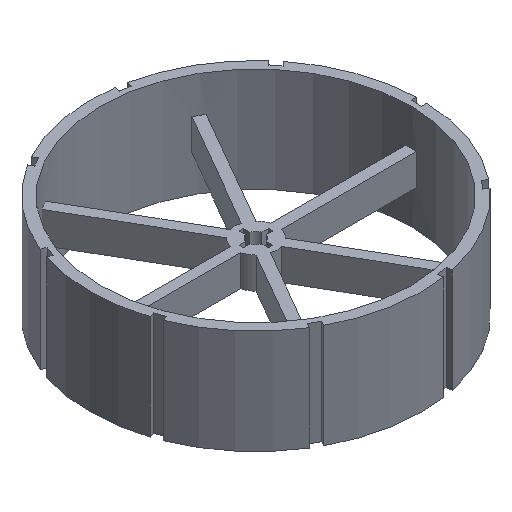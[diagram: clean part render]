
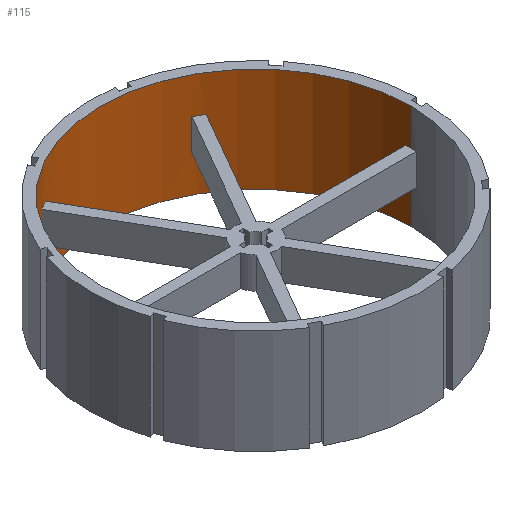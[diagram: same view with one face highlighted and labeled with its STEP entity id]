
A CAD part, isometric view. The second image highlights one B-rep face of the part: STEP entity #115.
In plain terms, the highlighted cylindrical face has radius 74.5 mm (diameter 149 mm), a partial arc.
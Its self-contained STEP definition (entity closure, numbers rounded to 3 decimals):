
#39=CYLINDRICAL_SURFACE('',#1811,74.5);
#115=ADVANCED_FACE('',(#198,#199,#191),#39,.F.);
#191=FACE_OUTER_BOUND('',#283,.F.);
#198=FACE_BOUND('',#281,.F.);
#199=FACE_BOUND('',#282,.F.);
#281=EDGE_LOOP('',(#744,#745,#746,#747));
#282=EDGE_LOOP('',(#748,#749,#750,#751));
#283=EDGE_LOOP('',(#752,#753,#754,#755,#756,#757,#758,#759,#760,#761,#762,
#763));
#744=ORIENTED_EDGE('',*,*,#894,.F.);
#745=ORIENTED_EDGE('',*,*,#901,.T.);
#746=ORIENTED_EDGE('',*,*,#893,.T.);
#747=ORIENTED_EDGE('',*,*,#910,.T.);
#748=ORIENTED_EDGE('',*,*,#896,.F.);
#749=ORIENTED_EDGE('',*,*,#902,.T.);
#750=ORIENTED_EDGE('',*,*,#895,.T.);
#751=ORIENTED_EDGE('',*,*,#909,.T.);
#752=ORIENTED_EDGE('',*,*,#1012,.F.);
#753=ORIENTED_EDGE('',*,*,#1009,.F.);
#754=ORIENTED_EDGE('',*,*,#912,.T.);
#755=ORIENTED_EDGE('',*,*,#892,.F.);
#756=ORIENTED_EDGE('',*,*,#900,.T.);
#757=ORIENTED_EDGE('',*,*,#1123,.F.);
#758=ORIENTED_EDGE('',*,*,#1050,.F.);
#759=ORIENTED_EDGE('',*,*,#1124,.T.);
#760=ORIENTED_EDGE('',*,*,#904,.T.);
#761=ORIENTED_EDGE('',*,*,#885,.T.);
#762=ORIENTED_EDGE('',*,*,#908,.T.);
#763=ORIENTED_EDGE('',*,*,#1010,.T.);
#830=CIRCLE('',#1681,74.5);
#831=CIRCLE('',#1682,74.5);
#832=CIRCLE('',#1683,74.5);
#834=CIRCLE('',#1685,74.5);
#838=CIRCLE('',#1689,74.5);
#839=CIRCLE('',#1690,74.5);
#840=CIRCLE('',#1691,74.5);
#842=CIRCLE('',#1693,74.5);
#864=CIRCLE('',#1715,74.5);
#875=CIRCLE('',#1726,74.5);
#885=EDGE_CURVE('',#1648,#1647,#1125,.T.);
#892=EDGE_CURVE('',#1634,#1633,#1132,.T.);
#893=EDGE_CURVE('',#1632,#1631,#1133,.T.);
#894=EDGE_CURVE('',#1630,#1629,#1134,.T.);
#895=EDGE_CURVE('',#1628,#1627,#1135,.T.);
#896=EDGE_CURVE('',#1626,#1625,#1136,.T.);
#900=EDGE_CURVE('',#1634,#1623,#830,.T.);
#901=EDGE_CURVE('',#1630,#1632,#831,.T.);
#902=EDGE_CURVE('',#1626,#1628,#832,.T.);
#904=EDGE_CURVE('',#1624,#1648,#834,.T.);
#908=EDGE_CURVE('',#1647,#1621,#838,.T.);
#909=EDGE_CURVE('',#1627,#1625,#839,.T.);
#910=EDGE_CURVE('',#1631,#1629,#840,.T.);
#912=EDGE_CURVE('',#1622,#1633,#842,.T.);
#1009=EDGE_CURVE('',#1622,#1564,#1213,.T.);
#1010=EDGE_CURVE('',#1621,#1563,#1214,.T.);
#1012=EDGE_CURVE('',#1564,#1563,#864,.T.);
#1050=EDGE_CURVE('',#1525,#1526,#875,.T.);
#1123=EDGE_CURVE('',#1526,#1623,#1305,.T.);
#1124=EDGE_CURVE('',#1525,#1624,#1306,.T.);
#1125=LINE('',#2434,#1307);
#1132=LINE('',#2441,#1314);
#1133=LINE('',#2442,#1315);
#1134=LINE('',#2443,#1316);
#1135=LINE('',#2444,#1317);
#1136=LINE('',#2445,#1318);
#1213=LINE('',#2558,#1395);
#1214=LINE('',#2559,#1396);
#1305=LINE('',#2672,#1487);
#1306=LINE('',#2673,#1488);
#1307=VECTOR('',#1818,15.);
#1314=VECTOR('',#1825,15.);
#1315=VECTOR('',#1826,15.);
#1316=VECTOR('',#1827,15.);
#1317=VECTOR('',#1828,15.);
#1318=VECTOR('',#1829,15.);
#1395=VECTOR('',#1978,17.5);
#1396=VECTOR('',#1979,17.5);
#1487=VECTOR('',#2114,17.5);
#1488=VECTOR('',#2115,17.5);
#1525=VERTEX_POINT('',#2310);
#1526=VERTEX_POINT('',#2311);
#1563=VERTEX_POINT('',#2348);
#1564=VERTEX_POINT('',#2349);
#1621=VERTEX_POINT('',#2406);
#1622=VERTEX_POINT('',#2407);
#1623=VERTEX_POINT('',#2408);
#1624=VERTEX_POINT('',#2409);
#1625=VERTEX_POINT('',#2410);
#1626=VERTEX_POINT('',#2411);
#1627=VERTEX_POINT('',#2412);
#1628=VERTEX_POINT('',#2413);
#1629=VERTEX_POINT('',#2414);
#1630=VERTEX_POINT('',#2415);
#1631=VERTEX_POINT('',#2416);
#1632=VERTEX_POINT('',#2417);
#1633=VERTEX_POINT('',#2418);
#1634=VERTEX_POINT('',#2419);
#1647=VERTEX_POINT('',#2432);
#1648=VERTEX_POINT('',#2433);
#1681=AXIS2_PLACEMENT_3D('',#2449,#1836,#1837);
#1682=AXIS2_PLACEMENT_3D('',#2450,#1838,#1839);
#1683=AXIS2_PLACEMENT_3D('',#2451,#1840,#1841);
#1685=AXIS2_PLACEMENT_3D('',#2453,#1844,#1845);
#1689=AXIS2_PLACEMENT_3D('',#2457,#1852,#1853);
#1690=AXIS2_PLACEMENT_3D('',#2458,#1854,#1855);
#1691=AXIS2_PLACEMENT_3D('',#2459,#1856,#1857);
#1693=AXIS2_PLACEMENT_3D('',#2461,#1860,#1861);
#1715=AXIS2_PLACEMENT_3D('',#2561,#1982,#1983);
#1726=AXIS2_PLACEMENT_3D('',#2599,#2031,#2032);
#1811=AXIS2_PLACEMENT_3D('',#2749,#2266,#2267);
#1818=DIRECTION('',(0.,0.,1.));
#1825=DIRECTION('',(0.,0.,1.));
#1826=DIRECTION('',(0.,0.,1.));
#1827=DIRECTION('',(0.,0.,1.));
#1828=DIRECTION('',(0.,0.,1.));
#1829=DIRECTION('',(0.,0.,1.));
#1836=DIRECTION('',(0.,0.,-1.));
#1837=DIRECTION('',(0.999,0.034,0.));
#1838=DIRECTION('',(0.,0.,-1.));
#1839=DIRECTION('',(0.471,0.882,0.));
#1840=DIRECTION('',(0.,0.,-1.));
#1841=DIRECTION('',(-0.529,0.849,0.));
#1844=DIRECTION('',(0.,0.,-1.));
#1845=DIRECTION('',(-1.,0.,0.));
#1852=DIRECTION('',(0.,0.,1.));
#1853=DIRECTION('',(-0.999,0.034,0.));
#1854=DIRECTION('',(0.,0.,1.));
#1855=DIRECTION('',(-0.471,0.882,0.));
#1856=DIRECTION('',(0.,0.,1.));
#1857=DIRECTION('',(0.529,0.849,0.));
#1860=DIRECTION('',(0.,0.,1.));
#1861=DIRECTION('',(1.,0.,0.));
#1978=DIRECTION('',(0.,0.,1.));
#1979=DIRECTION('',(0.,0.,1.));
#1982=DIRECTION('',(0.,0.,1.));
#1983=DIRECTION('',(1.,0.,0.));
#2031=DIRECTION('',(0.,0.,-1.));
#2032=DIRECTION('',(-1.,0.,0.));
#2114=DIRECTION('',(0.,0.,1.));
#2115=DIRECTION('',(0.,0.,1.));
#2266=DIRECTION('',(0.,0.,1.));
#2267=DIRECTION('',(1.,0.,0.));
#2310=CARTESIAN_POINT('',(-74.5,0.,0.));
#2311=CARTESIAN_POINT('',(74.5,0.,0.));
#2348=CARTESIAN_POINT('',(-74.5,0.,50.));
#2349=CARTESIAN_POINT('',(74.5,0.,50.));
#2406=CARTESIAN_POINT('',(-74.5,0.,32.5));
#2407=CARTESIAN_POINT('',(74.5,0.,32.5));
#2408=CARTESIAN_POINT('',(74.5,0.,17.5));
#2409=CARTESIAN_POINT('',(-74.5,0.,17.5));
#2410=CARTESIAN_POINT('',(-39.394,63.233,32.5));
#2411=CARTESIAN_POINT('',(-39.394,63.233,17.5));
#2412=CARTESIAN_POINT('',(-35.064,65.733,32.5));
#2413=CARTESIAN_POINT('',(-35.064,65.733,17.5));
#2414=CARTESIAN_POINT('',(35.064,65.733,32.5));
#2415=CARTESIAN_POINT('',(35.064,65.733,17.5));
#2416=CARTESIAN_POINT('',(39.394,63.233,32.5));
#2417=CARTESIAN_POINT('',(39.394,63.233,17.5));
#2418=CARTESIAN_POINT('',(74.458,2.5,32.5));
#2419=CARTESIAN_POINT('',(74.458,2.5,17.5));
#2432=CARTESIAN_POINT('',(-74.458,2.5,32.5));
#2433=CARTESIAN_POINT('',(-74.458,2.5,17.5));
#2434=CARTESIAN_POINT('',(-74.458,2.5,17.5));
#2441=CARTESIAN_POINT('',(74.458,2.5,17.5));
#2442=CARTESIAN_POINT('',(39.394,63.233,17.5));
#2443=CARTESIAN_POINT('',(35.064,65.733,17.5));
#2444=CARTESIAN_POINT('',(-35.064,65.733,17.5));
#2445=CARTESIAN_POINT('',(-39.394,63.233,17.5));
#2449=CARTESIAN_POINT('',(0.,0.,17.5));
#2450=CARTESIAN_POINT('',(0.,0.,17.5));
#2451=CARTESIAN_POINT('',(0.,0.,17.5));
#2453=CARTESIAN_POINT('',(0.,0.,17.5));
#2457=CARTESIAN_POINT('',(0.,0.,32.5));
#2458=CARTESIAN_POINT('',(0.,0.,32.5));
#2459=CARTESIAN_POINT('',(0.,0.,32.5));
#2461=CARTESIAN_POINT('',(0.,0.,32.5));
#2558=CARTESIAN_POINT('',(74.5,0.,32.5));
#2559=CARTESIAN_POINT('',(-74.5,0.,32.5));
#2561=CARTESIAN_POINT('',(0.,0.,50.));
#2599=CARTESIAN_POINT('',(0.,0.,0.));
#2672=CARTESIAN_POINT('',(74.5,0.,0.));
#2673=CARTESIAN_POINT('',(-74.5,0.,0.));
#2749=CARTESIAN_POINT('',(0.,0.,0.));
